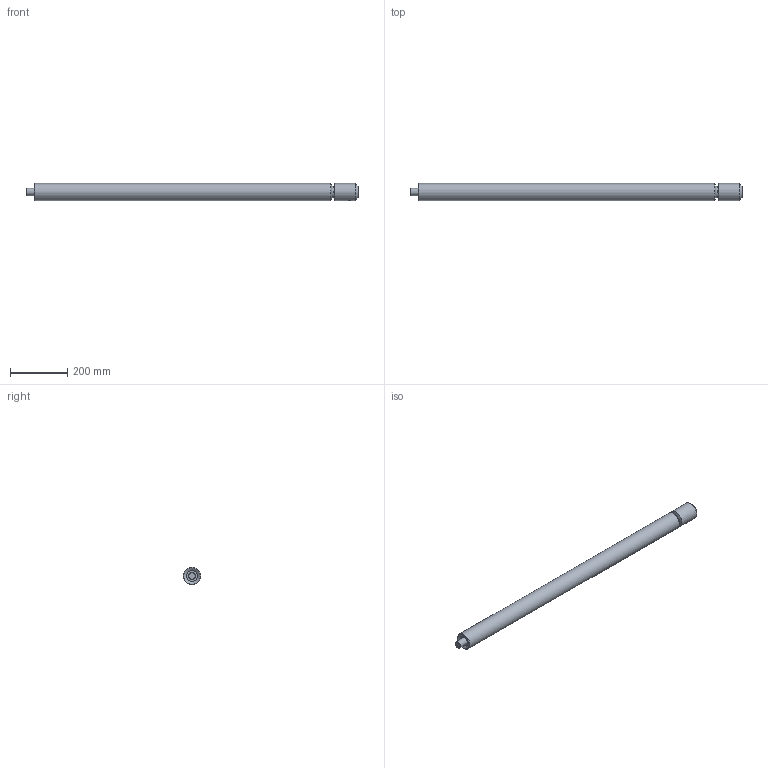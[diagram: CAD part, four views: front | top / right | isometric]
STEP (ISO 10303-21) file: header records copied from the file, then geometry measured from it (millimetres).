
FILE_DESCRIPTION(('STEP AP214'),'1');
FILE_NAME('rouleau moteur plein.stp','2024-03-22T14:32:32',(' '),(' '),'Spatial InterOp 3D',' ',' ');
FILE_SCHEMA(('AUTOMOTIVE_DESIGN { 1 0 10303 214 1 1 1 1 }'));
Length unit declared in the file: millimetre
Products named in the file (1): rouleau moteur plein
Bounding box: 1159 x 60 x 60 mm (x, y, z)
Volume: 3154814.3 mm3; surface area: 225675.9 mm2
Topology: 1 solids, 1 shells, 24 faces, 52 edges, 32 vertices
Faces by surface type: cone 9, plane 8, cylinder 7
Full cylindrical faces by diameter (mm): 10 x1, 20 x1, 25 x2, 40 x1, 60 x2
Entity records: 1047 total; most frequent: CARTESIAN_POINT 231, DIRECTION 99, ORIENTED_EDGE 68, AXIS2_PLACEMENT_3D 45, EDGE_LOOP 42, EDGE_CURVE 34, FACE_OUTER_BOUND 30, VERTEX_POINT 29
